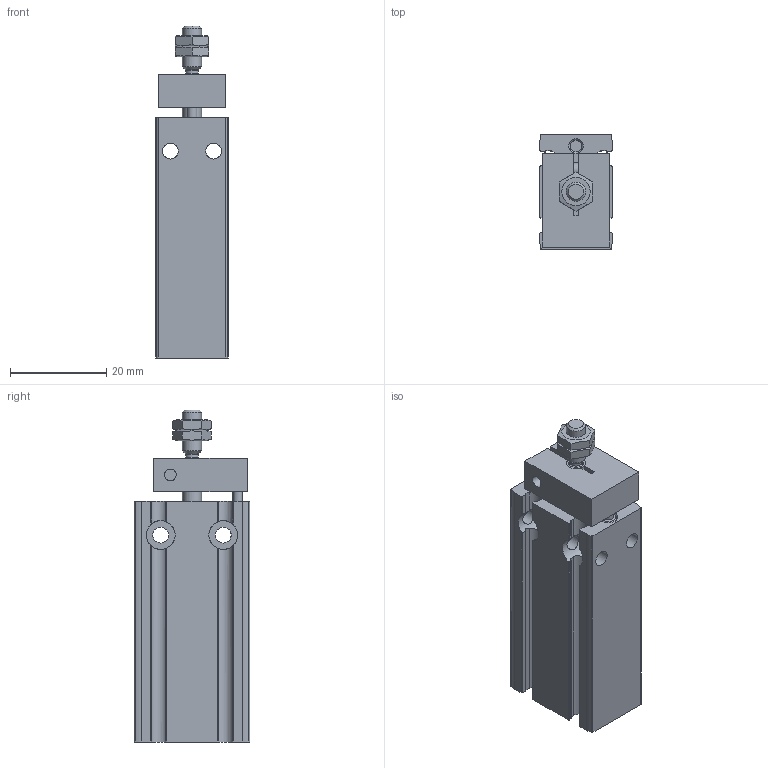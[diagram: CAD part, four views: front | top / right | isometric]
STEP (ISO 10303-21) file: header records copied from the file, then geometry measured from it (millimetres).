
FILE_DESCRIPTION(/* description */ ('STEP AP214'),/* implementation_level */ '2;1');
FILE_NAME(/* name */ '4832290_DPDM-Q-10-15-PA',/* time_stamp */ '2024-08-20T20:53:07+02:00',/* author */ ('License CC BY-ND 4.0'),/* organization */ ('CADENAS'),/* preprocessor_version */ 'ST-DEVELOPER v19.3',/* originating_system */ 'PARTsolutions',/* authorisation */ ' ');
FILE_SCHEMA (('AUTOMOTIVE_DESIGN {1 0 10303 214 3 1 1}'));
Length unit declared in the file: millimetre
Products named in the file (6): 4832290 DPDM-Q-10-15-PA---(0); 4693549 DPDM-Q-15---(h); 4693549 DPDM-Q-15---(r); ISO 4035 M4(F); 4693549 DPDM 10-15---(p); ISO-4762 M3x8
Assembly tree (6 placements, depth 2):
  4832290 DPDM-Q-10-15-PA---(0)
    4693549 DPDM-Q-15---(h)
    4693549 DPDM-Q-15---(r)
    ISO 4035 M4(F)  x2
    4693549 DPDM 10-15---(p)
    ISO-4762 M3x8
Bounding box: 15 x 24 x 69 mm (x, y, z)
Volume: 15746.4 mm3; surface area: 10511.8 mm2
Topology: 6 solids, 7 shells, 243 faces, 623 edges, 408 vertices
Faces by surface type: plane 106, cylinder 102, cone 33, torus 2
Full cylindrical faces by diameter (mm): 2 x2, 2.459 x4, 2.667 x1, 3 x2, 3.242 x2, 3.3 x8, 3.4 x1, 3.5 x1, 3.6 x1, 4 x3, 4.134 x2, 5.5 x1, 5.9 x1, 6 x4, 10 x2, 11 x1
Entity records: 8084 total; most frequent: CARTESIAN_POINT 1499, DIRECTION 1114, ORIENTED_EDGE 1030, EDGE_CURVE 515, AXIS2_PLACEMENT_3D 445, VERTEX_POINT 373, FACE_BOUND 332, EDGE_LOOP 330
